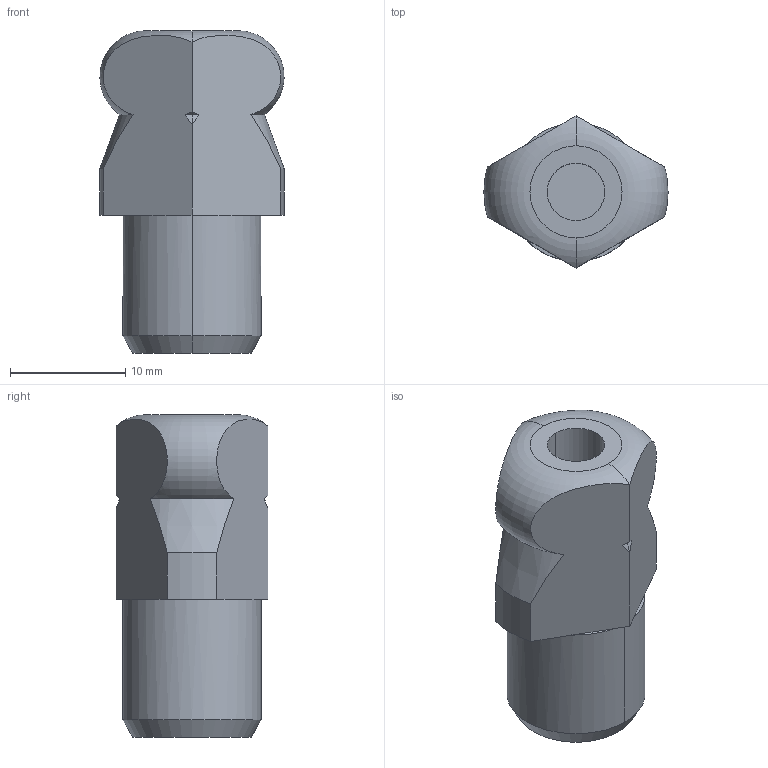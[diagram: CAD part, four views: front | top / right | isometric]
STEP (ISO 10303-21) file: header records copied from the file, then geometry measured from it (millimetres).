
FILE_DESCRIPTION (( 'STEP AP203' ), '1' );
FILE_NAME ('bj793-16001.STEP', '2021-10-25T00:29:00', ( '' ), ( '' ), 'SwSTEP 2.0', 'SolidWorks 2020', '' );
FILE_SCHEMA (( 'CONFIG_CONTROL_DESIGN' ));
Length unit declared in the file: millimetre
Products named in the file (1): bj793-16001
Bounding box: 16 x 13.2 x 28 mm (x, y, z)
Volume: 3215.2 mm3; surface area: 1523.8 mm2
Topology: 1 solids, 1 shells, 34 faces, 77 edges, 46 vertices
Faces by surface type: plane 15, cone 7, cylinder 6, torus 6
Entity records: 1212 total; most frequent: CARTESIAN_POINT 378, DIRECTION 165, ORIENTED_EDGE 154, EDGE_CURVE 77, AXIS2_PLACEMENT_3D 69, VERTEX_POINT 46, EDGE_LOOP 35, ADVANCED_FACE 34
